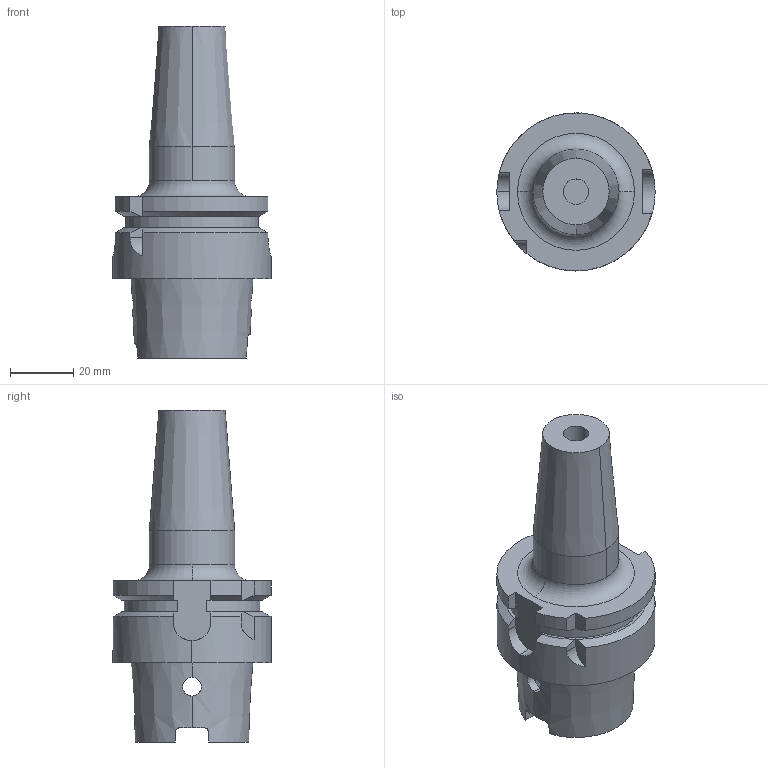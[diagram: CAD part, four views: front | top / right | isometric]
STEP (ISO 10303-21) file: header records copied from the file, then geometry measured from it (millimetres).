
FILE_DESCRIPTION (( 'STEP AP203' ), '1' );
FILE_NAME ('STP-39108.STEP', '2021-03-19T02:43:42', ( '' ), ( '' ), 'SwSTEP 2.0', 'SolidWorks 2017', '' );
FILE_SCHEMA (( 'CONFIG_CONTROL_DESIGN' ));
Length unit declared in the file: millimetre
Products named in the file (1): STP-39108
Bounding box: 50 x 50 x 105 mm (x, y, z)
Volume: 74816 mm3; surface area: 19874 mm2
Topology: 1 solids, 1 shells, 84 faces, 224 edges, 143 vertices
Faces by surface type: cylinder 33, plane 33, cone 12, torus 6
Entity records: 3155 total; most frequent: CARTESIAN_POINT 989, ORIENTED_EDGE 448, DIRECTION 432, EDGE_CURVE 224, AXIS2_PLACEMENT_3D 164, VERTEX_POINT 143, VECTOR 104, LINE 104
